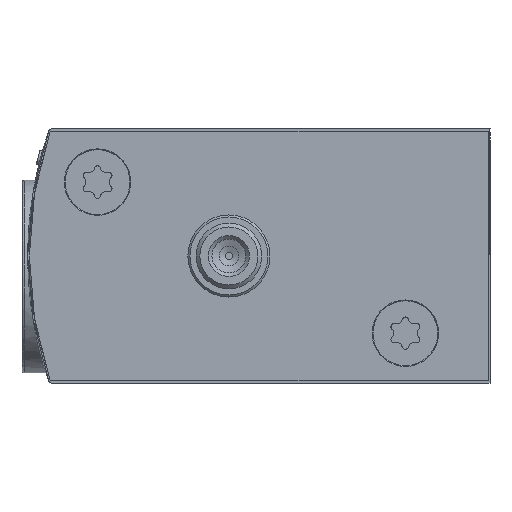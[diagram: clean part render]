
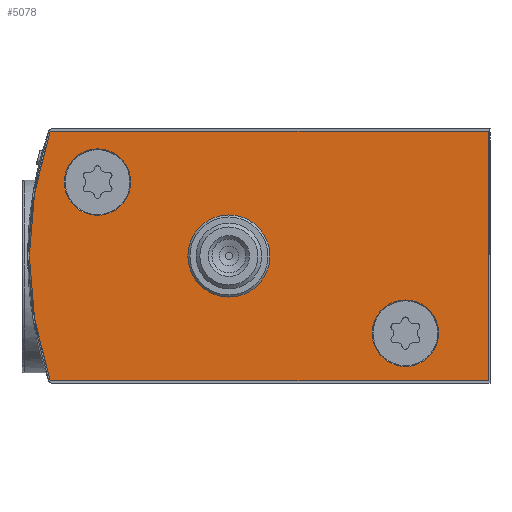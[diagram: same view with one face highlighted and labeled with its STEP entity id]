
A CAD part, left-side view. The second image highlights one B-rep face of the part: STEP entity #5078.
In plain terms, the highlighted planar face has unit normal (-1, 0, 0).
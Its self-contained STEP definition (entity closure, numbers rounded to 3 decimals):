
#532=LINE('',#9064,#971);
#535=LINE('',#9072,#974);
#538=LINE('',#9078,#977);
#971=VECTOR('',#7443,1000.);
#974=VECTOR('',#7450,1000.);
#977=VECTOR('',#7455,1000.);
#2102=ORIENTED_EDGE('',*,*,#2990,.F.);
#2103=ORIENTED_EDGE('',*,*,#2991,.T.);
#2104=ORIENTED_EDGE('',*,*,#2992,.T.);
#2105=ORIENTED_EDGE('',*,*,#2973,.F.);
#2106=ORIENTED_EDGE('',*,*,#2957,.F.);
#2107=ORIENTED_EDGE('',*,*,#2986,.F.);
#2108=ORIENTED_EDGE('',*,*,#2983,.F.);
#2109=ORIENTED_EDGE('',*,*,#2980,.F.);
#2110=ORIENTED_EDGE('',*,*,#2976,.F.);
#2957=EDGE_CURVE('',#3503,#3504,#3801,.T.);
#2973=EDGE_CURVE('',#3504,#3519,#3809,.T.);
#2976=EDGE_CURVE('',#3519,#3521,#532,.T.);
#2980=EDGE_CURVE('',#3521,#3524,#535,.T.);
#2983=EDGE_CURVE('',#3524,#3526,#538,.T.);
#2986=EDGE_CURVE('',#3526,#3503,#3812,.T.);
#2990=EDGE_CURVE('',#3530,#3530,#3816,.F.);
#2991=EDGE_CURVE('',#3531,#3531,#3817,.T.);
#2992=EDGE_CURVE('',#3532,#3532,#3818,.T.);
#3503=VERTEX_POINT('',#9026);
#3504=VERTEX_POINT('',#9027);
#3519=VERTEX_POINT('',#9059);
#3521=VERTEX_POINT('',#9065);
#3524=VERTEX_POINT('',#9073);
#3526=VERTEX_POINT('',#9079);
#3530=VERTEX_POINT('',#9093);
#3531=VERTEX_POINT('',#9095);
#3532=VERTEX_POINT('',#9097);
#3801=CIRCLE('',#6171,46.5);
#3809=CIRCLE('',#6180,0.2);
#3812=CIRCLE('',#6187,0.2);
#3816=CIRCLE('',#6193,5.);
#3817=CIRCLE('',#6194,4.05);
#3818=CIRCLE('',#6195,4.05);
#4148=EDGE_LOOP('',(#2102));
#4149=EDGE_LOOP('',(#2103));
#4150=EDGE_LOOP('',(#2104));
#4151=EDGE_LOOP('',(#2105,#2106,#2107,#2108,#2109,#2110));
#4560=FACE_BOUND('',#4148,.T.);
#4561=FACE_BOUND('',#4149,.T.);
#4562=FACE_BOUND('',#4150,.T.);
#4563=FACE_BOUND('',#4151,.T.);
#4824=PLANE('',#6192);
#5078=ADVANCED_FACE('',(#4560,#4561,#4562,#4563),#4824,.F.);
#6171=AXIS2_PLACEMENT_3D('',#9025,#7410,#7411);
#6180=AXIS2_PLACEMENT_3D('',#9058,#7436,#7437);
#6187=AXIS2_PLACEMENT_3D('',#9084,#7460,#7461);
#6192=AXIS2_PLACEMENT_3D('',#9091,#7470,#7471);
#6193=AXIS2_PLACEMENT_3D('',#9092,#7472,#7473);
#6194=AXIS2_PLACEMENT_3D('',#9094,#7474,#7475);
#6195=AXIS2_PLACEMENT_3D('',#9096,#7476,#7477);
#7410=DIRECTION('',(1.,0.,0.));
#7411=DIRECTION('',(0.,0.,-1.));
#7436=DIRECTION('',(1.,0.,0.));
#7437=DIRECTION('',(0.,0.,-1.));
#7443=DIRECTION('',(0.,-1.,0.));
#7450=DIRECTION('',(0.,0.,-1.));
#7455=DIRECTION('',(0.,1.,0.));
#7460=DIRECTION('',(1.,0.,0.));
#7461=DIRECTION('',(0.,0.,-1.));
#7470=DIRECTION('',(1.,0.,0.));
#7471=DIRECTION('',(0.,0.,-1.));
#7472=DIRECTION('',(1.,0.,0.));
#7473=DIRECTION('',(0.,0.,-1.));
#7474=DIRECTION('',(1.,0.,0.));
#7475=DIRECTION('',(0.,0.,-1.));
#7476=DIRECTION('',(1.,0.,0.));
#7477=DIRECTION('',(0.,0.,-1.));
#9025=CARTESIAN_POINT('',(0.,9.6,0.));
#9026=CARTESIAN_POINT('',(0.,53.592,-15.065));
#9027=CARTESIAN_POINT('',(0.,53.592,15.065));
#9058=CARTESIAN_POINT('',(0.,53.403,15.));
#9059=CARTESIAN_POINT('',(0.,53.403,15.2));
#9064=CARTESIAN_POINT('',(0.,53.403,15.2));
#9065=CARTESIAN_POINT('',(0.,0.2,15.2));
#9072=CARTESIAN_POINT('',(0.,0.2,15.2));
#9073=CARTESIAN_POINT('',(0.,0.2,-15.2));
#9078=CARTESIAN_POINT('',(0.,0.2,-15.2));
#9079=CARTESIAN_POINT('',(0.,53.403,-15.2));
#9084=CARTESIAN_POINT('',(0.,53.403,-15.));
#9091=CARTESIAN_POINT('',(0.,53.403,15.));
#9092=CARTESIAN_POINT('',(0.,31.8,0.));
#9093=CARTESIAN_POINT('',(0.,31.8,-5.));
#9094=CARTESIAN_POINT('',(0.,47.8,9.));
#9095=CARTESIAN_POINT('',(0.,47.8,4.95));
#9096=CARTESIAN_POINT('',(0.,10.3,-9.4));
#9097=CARTESIAN_POINT('',(0.,10.3,-13.45));
